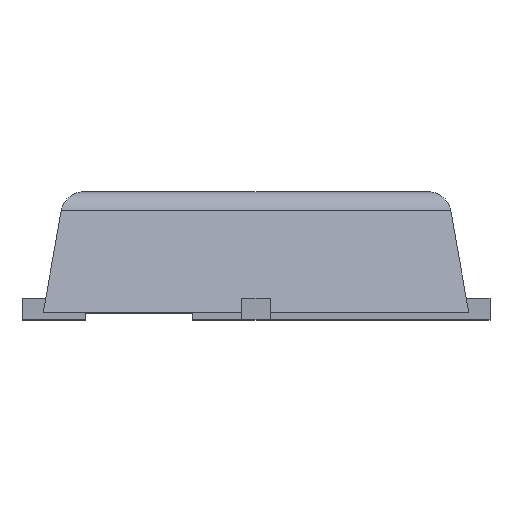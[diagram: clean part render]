
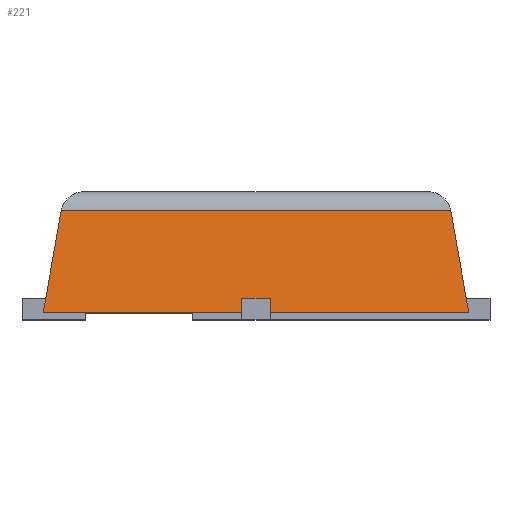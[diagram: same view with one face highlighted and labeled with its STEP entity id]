
A CAD part, top view. The second image highlights one B-rep face of the part: STEP entity #221.
In plain terms, the highlighted planar face has unit normal (0, 0.174, 0.985).
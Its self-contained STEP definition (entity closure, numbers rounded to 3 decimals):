
#27 = LINE ( 'NONE', #3057, #118 ) ;
#107 = VECTOR ( 'NONE', #623, 1000. ) ;
#118 = VECTOR ( 'NONE', #516, 1000. ) ;
#147 = CARTESIAN_POINT ( 'NONE',  ( 1.408, 0.573, 1.483 ) ) ;
#163 = CARTESIAN_POINT ( 'NONE',  ( -1.5, 0.15, 1.557 ) ) ;
#196 = ORIENTED_EDGE ( 'NONE', *, *, #2792, .F. ) ;
#218 = ORIENTED_EDGE ( 'NONE', *, *, #2281, .T. ) ;
#221 = ADVANCED_FACE ( 'NONE', ( #1565 ), #2735, .T. ) ;
#257 = VECTOR ( 'NONE', #2535, 1000. ) ;
#309 = LINE ( 'NONE', #2596, #1430 ) ;
#448 = CARTESIAN_POINT ( 'NONE',  ( -1.5, 0.05, 1.575 ) ) ;
#515 = EDGE_CURVE ( 'NONE', #518, #1130, #564, .T. ) ;
#516 = DIRECTION ( 'NONE',  ( -1., 0., 0. ) ) ;
#518 = VERTEX_POINT ( 'NONE', #2023 ) ;
#519 = CARTESIAN_POINT ( 'NONE',  ( -1.5, 0.05, 1.575 ) ) ;
#539 = DIRECTION ( 'NONE',  ( -0.171, -0.97, 0.171 ) ) ;
#560 = DIRECTION ( 'NONE',  ( 1., 0., 0. ) ) ;
#564 = LINE ( 'NONE', #1966, #607 ) ;
#607 = VECTOR ( 'NONE', #704, 1000. ) ;
#623 = DIRECTION ( 'NONE',  ( 0.171, -0.97, 0.171 ) ) ;
#675 = DIRECTION ( 'NONE',  ( 0., 0.985, -0.174 ) ) ;
#701 = LINE ( 'NONE', #519, #1822 ) ;
#704 = DIRECTION ( 'NONE',  ( 1., 0., 0. ) ) ;
#764 = VECTOR ( 'NONE', #2512, 1000. ) ;
#794 = CARTESIAN_POINT ( 'NONE',  ( 0.1, 0.05, 1.575 ) ) ;
#797 = EDGE_CURVE ( 'NONE', #1171, #518, #701, .T. ) ;
#810 = VECTOR ( 'NONE', #675, 1000. ) ;
#1085 = EDGE_CURVE ( 'NONE', #1734, #1483, #1920, .T. ) ;
#1088 = EDGE_CURVE ( 'NONE', #2136, #1483, #3018, .T. ) ;
#1130 = VERTEX_POINT ( 'NONE', #2981 ) ;
#1152 = CARTESIAN_POINT ( 'NONE',  ( -1.373, 0.768, 1.448 ) ) ;
#1161 = EDGE_LOOP ( 'NONE', ( #196, #2866, #1265, #1837, #1250, #218, #2436, #1750 ) ) ;
#1171 = VERTEX_POINT ( 'NONE', #1152 ) ;
#1250 = ORIENTED_EDGE ( 'NONE', *, *, #2649, .F. ) ;
#1265 = ORIENTED_EDGE ( 'NONE', *, *, #1088, .F. ) ;
#1340 = LINE ( 'NONE', #147, #107 ) ;
#1399 = DIRECTION ( 'NONE',  ( 0., -0.985, 0.174 ) ) ;
#1430 = VECTOR ( 'NONE', #560, 1000. ) ;
#1483 = VERTEX_POINT ( 'NONE', #2527 ) ;
#1565 = FACE_OUTER_BOUND ( 'NONE', #1161, .T. ) ;
#1698 = CARTESIAN_POINT ( 'NONE',  ( 1.373, 0.768, 1.448 ) ) ;
#1734 = VERTEX_POINT ( 'NONE', #2587 ) ;
#1750 = ORIENTED_EDGE ( 'NONE', *, *, #515, .T. ) ;
#1822 = VECTOR ( 'NONE', #539, 1000. ) ;
#1837 = ORIENTED_EDGE ( 'NONE', *, *, #2998, .T. ) ;
#1920 = LINE ( 'NONE', #163, #764 ) ;
#1966 = CARTESIAN_POINT ( 'NONE',  ( -1.5, 0.05, 1.575 ) ) ;
#2023 = CARTESIAN_POINT ( 'NONE',  ( -1.5, 0.05, 1.575 ) ) ;
#2120 = CARTESIAN_POINT ( 'NONE',  ( 1.5, 0.05, 1.575 ) ) ;
#2136 = VERTEX_POINT ( 'NONE', #794 ) ;
#2281 = EDGE_CURVE ( 'NONE', #2921, #1171, #27, .T. ) ;
#2436 = ORIENTED_EDGE ( 'NONE', *, *, #797, .T. ) ;
#2472 = LINE ( 'NONE', #3070, #257 ) ;
#2512 = DIRECTION ( 'NONE',  ( 1., 0., 0. ) ) ;
#2527 = CARTESIAN_POINT ( 'NONE',  ( 0.1, 0.15, 1.557 ) ) ;
#2535 = DIRECTION ( 'NONE',  ( 0., -0.985, 0.174 ) ) ;
#2587 = CARTESIAN_POINT ( 'NONE',  ( -0.1, 0.15, 1.557 ) ) ;
#2596 = CARTESIAN_POINT ( 'NONE',  ( -1.5, 0.05, 1.575 ) ) ;
#2645 = AXIS2_PLACEMENT_3D ( 'NONE', #448, #2991, #1399 ) ;
#2649 = EDGE_CURVE ( 'NONE', #2921, #2905, #1340, .T. ) ;
#2735 = PLANE ( 'NONE',  #2645 ) ;
#2792 = EDGE_CURVE ( 'NONE', #1734, #1130, #2472, .T. ) ;
#2866 = ORIENTED_EDGE ( 'NONE', *, *, #1085, .T. ) ;
#2905 = VERTEX_POINT ( 'NONE', #2120 ) ;
#2921 = VERTEX_POINT ( 'NONE', #1698 ) ;
#2981 = CARTESIAN_POINT ( 'NONE',  ( -0.1, 0.05, 1.575 ) ) ;
#2991 = DIRECTION ( 'NONE',  ( 0., 0.174, 0.985 ) ) ;
#2998 = EDGE_CURVE ( 'NONE', #2136, #2905, #309, .T. ) ;
#3018 = LINE ( 'NONE', #3247, #810 ) ;
#3057 = CARTESIAN_POINT ( 'NONE',  ( -1.35, 0.768, 1.448 ) ) ;
#3070 = CARTESIAN_POINT ( 'NONE',  ( -0.1, 0.05, 1.575 ) ) ;
#3247 = CARTESIAN_POINT ( 'NONE',  ( 0.1, 0.05, 1.575 ) ) ;
